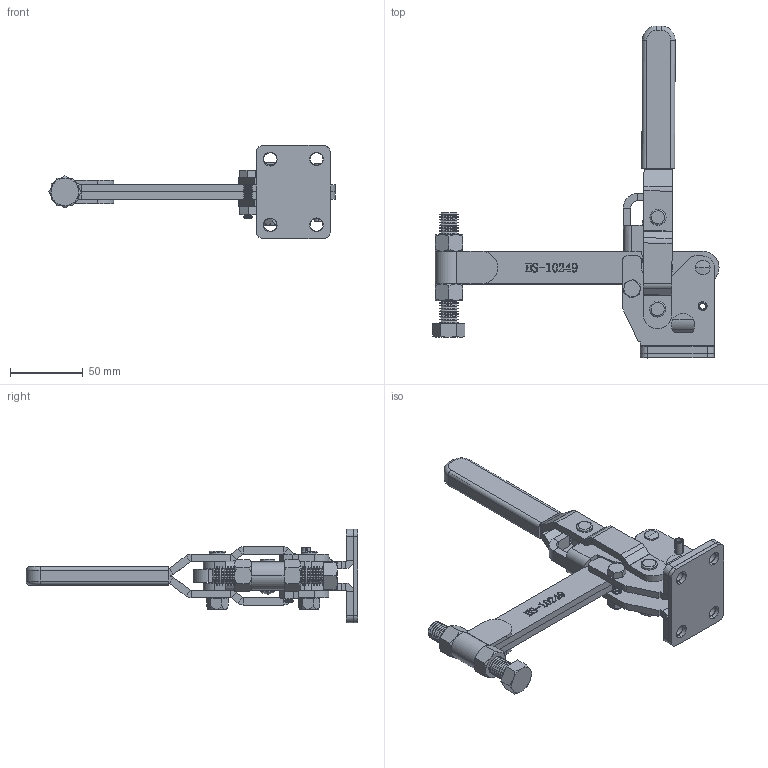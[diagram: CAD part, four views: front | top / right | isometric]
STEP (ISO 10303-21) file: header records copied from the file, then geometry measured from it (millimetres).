
FILE_DESCRIPTION (( 'STEP AP203' ), '1' );
FILE_NAME ('HS-10249.STEP', '2019-09-16T01:33:51', ( '微软用户' ), ( '微软中国' ), 'SwSTEP 2.0', 'SolidWorks 2012', '' );
FILE_SCHEMA (( 'CONFIG_CONTROL_DESIGN' ));
Products named in the file (22): HS-10249; hex nut_ai_HNUT 0.5000-13-D-N; hex nut_ai_HNUT 0.2500-20-D-N; prevailing torque hex nuts 1-fine pitch gb_GB_HEXAGON_LOCK_TYPE2 M8-N; hex bolt_ai_HBOLT 0.2500-20x1.125x1.125-S; hex bolt_ai_HBOLT 0.5000-13x3x3-S; T形销_默认<按加工>; す菁; 騵艦杶; 粟俶种; 階杶; 傻种; 眻忒參蚾饜极; 忒參杶; 眻忒梟; 妗陑揤參蚾饜极; 妗陑揤參; 標; 蟀裝; 楊擘菁釱衵; 楊擘菁釱酘
Assembly tree (25 placements, depth 3):
  HS-10249
    楊擘菁釱酘
    楊擘菁釱衵
    蟀裝
    妗陑揤參蚾饜极
      妗陑揤參
      標
      妗陑揤參
    眻忒參蚾饜极
      眻忒梟  x2
      忒參杶
    傻种
    階杶
    粟俶种
    騵艦杶
    す菁
    T形销_默认<按加工>  x2
    hex bolt_ai_HBOLT 0.5000-13x3x3-S
    hex bolt_ai_HBOLT 0.2500-20x1.125x1.125-S
    prevailing torque hex nuts 1-fine pitch gb_GB_HEXAGON_LOCK_TYPE2 M8-N  x2
    hex nut_ai_HNUT 0.2500-20-D-N
    hex nut_ai_HNUT 0.5000-13-D-N  x2
Bounding box: 196.5 x 227.85 x 64.31 mm (x, y, z)
Volume: 186442.6 mm3; surface area: 112723 mm2
Topology: 23 solids, 23 shells, 1303 faces, 3262 edges, 2042 vertices
Faces by surface type: plane 469, cylinder 339, cone 338, bspline 130, torus 23, sphere 4
Entity records: 44988 total; most frequent: CARTESIAN_POINT 14097, ORIENTED_EDGE 6004, DIRECTION 5886, EDGE_CURVE 3002, AXIS2_PLACEMENT_3D 2162, VERTEX_POINT 1897, LINE 1562, VECTOR 1562
